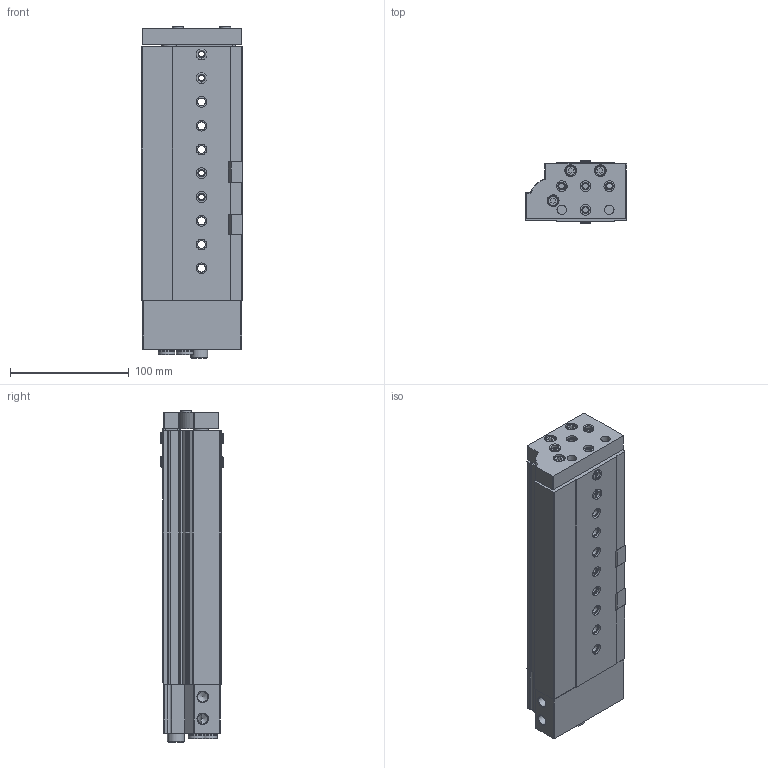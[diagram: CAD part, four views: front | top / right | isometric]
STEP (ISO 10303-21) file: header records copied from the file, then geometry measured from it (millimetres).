
FILE_DESCRIPTION(/* description */ ('STEP AP214'),/* implementation_level */ '2;1');
FILE_NAME(/* name */ '570201_DGSL-20-100-EA',/* time_stamp */ '2024-08-16T01:52:03+02:00',/* author */ ('License CC BY-ND 4.0'),/* organization */ ('CADENAS'),/* preprocessor_version */ 'ST-DEVELOPER v19.3',/* originating_system */ 'PARTsolutions',/* authorisation */ ' ');
FILE_SCHEMA (('AUTOMOTIVE_DESIGN {1 0 10303 214 3 1 1}'));
Length unit declared in the file: millimetre
Products named in the file (8): 570201 DGSL-20-100-EA---(0); DGSL-20---(100-0-0-40-zr); 1184687 DYEF-S-M14-Y1; 3568 B-1/8; 686788 DGSL-20-AS; 686804 DGSL-20-AS; DGSL-20---(100-0-JP); 8137184 ZBH-9-B
Assembly tree (14 placements, depth 2):
  570201 DGSL-20-100-EA---(0)
    DGSL-20---(100-0-0-40-zr)
    1184687 DYEF-S-M14-Y1  x2
    3568 B-1/8  x2
    686788 DGSL-20-AS
    686804 DGSL-20-AS
    DGSL-20---(100-0-JP)
    8137184 ZBH-9-B  x6
Bounding box: 85 x 52.6 x 279.4 mm (x, y, z)
Volume: 797274.6 mm3; surface area: 184385.1 mm2
Topology: 14 solids, 14 shells, 695 faces, 1709 edges, 1113 vertices
Faces by surface type: plane 364, cylinder 244, cone 66, torus 21
Full cylindrical faces by diameter (mm): 3.242 x1, 4.917 x14, 6 x2, 6.6 x7, 7.8 x2, 8 x3, 8.5 x8, 8.566 x4, 9 x18, 9.728 x2, 10 x11, 10.2 x1, 11 x8, 11.2 x6, 12.07 x2, 12.6 x2, 12.917 x2, 14 x6, 25 x2
Entity records: 18172 total; most frequent: CARTESIAN_POINT 3173, DIRECTION 3162, ORIENTED_EDGE 2762, EDGE_CURVE 1381, AXIS2_PLACEMENT_3D 1174, VERTEX_POINT 1003, FACE_BOUND 920, EDGE_LOOP 912
